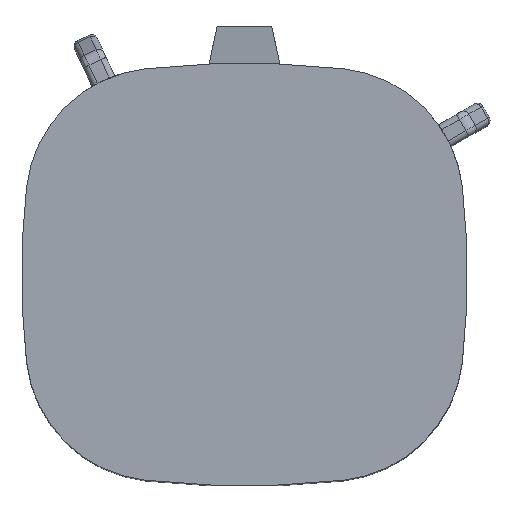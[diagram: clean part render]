
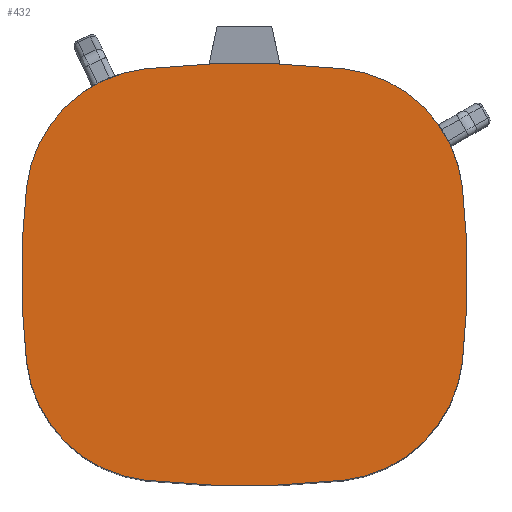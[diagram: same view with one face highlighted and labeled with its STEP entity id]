
A CAD part, top view. The second image highlights one B-rep face of the part: STEP entity #432.
In plain terms, the highlighted planar face has unit normal (0, 0, 1).
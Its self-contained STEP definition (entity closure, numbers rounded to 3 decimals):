
#134=CIRCLE('',#2674,38.18);
#170=CIRCLE('',#2739,31.675);
#184=CIRCLE('',#2767,5.668);
#186=CIRCLE('',#2770,38.18);
#190=CIRCLE('',#2777,31.675);
#191=CIRCLE('',#2785,5.668);
#194=CIRCLE('',#2790,5.668);
#268=CIRCLE('',#2981,5.668);
#432=ADVANCED_FACE('',(#641),#494,.T.);
#494=PLANE('',#2982);
#641=FACE_OUTER_BOUND('',#802,.T.);
#802=EDGE_LOOP('',(#1988,#1989,#1990,#1991,#1992,#1993,#1994,#1995));
#1988=ORIENTED_EDGE('',*,*,#2640,.F.);
#1989=ORIENTED_EDGE('',*,*,#2263,.T.);
#1990=ORIENTED_EDGE('',*,*,#2396,.T.);
#1991=ORIENTED_EDGE('',*,*,#2388,.T.);
#1992=ORIENTED_EDGE('',*,*,#2393,.T.);
#1993=ORIENTED_EDGE('',*,*,#2381,.T.);
#1994=ORIENTED_EDGE('',*,*,#2378,.F.);
#1995=ORIENTED_EDGE('',*,*,#2341,.F.);
#2016=VERTEX_POINT('',#3848);
#2017=VERTEX_POINT('',#3850);
#2071=VERTEX_POINT('',#4158);
#2072=VERTEX_POINT('',#4160);
#2090=VERTEX_POINT('',#4387);
#2092=VERTEX_POINT('',#4393);
#2096=VERTEX_POINT('',#4406);
#2097=VERTEX_POINT('',#4408);
#2263=EDGE_CURVE('',#2017,#2016,#134,.T.);
#2341=EDGE_CURVE('',#2071,#2072,#170,.T.);
#2378=EDGE_CURVE('',#2072,#2090,#184,.T.);
#2381=EDGE_CURVE('',#2092,#2090,#186,.T.);
#2388=EDGE_CURVE('',#2097,#2096,#190,.T.);
#2393=EDGE_CURVE('',#2096,#2092,#191,.T.);
#2396=EDGE_CURVE('',#2016,#2097,#194,.T.);
#2640=EDGE_CURVE('',#2017,#2071,#268,.T.);
#2674=AXIS2_PLACEMENT_3D('',#3849,#3000,#3001);
#2739=AXIS2_PLACEMENT_3D('',#4159,#3167,#3168);
#2767=AXIS2_PLACEMENT_3D('',#4386,#3242,#3243);
#2770=AXIS2_PLACEMENT_3D('',#4392,#3249,#3250);
#2777=AXIS2_PLACEMENT_3D('',#4407,#3266,#3267);
#2785=AXIS2_PLACEMENT_3D('',#4459,#3285,#3286);
#2790=AXIS2_PLACEMENT_3D('',#4464,#3295,#3296);
#2981=AXIS2_PLACEMENT_3D('',#4957,#3823,#3824);
#2982=AXIS2_PLACEMENT_3D('',#4958,#3825,#3826);
#3000=DIRECTION('',(0.,0.,1.));
#3001=DIRECTION('',(1.,0.,0.));
#3167=DIRECTION('',(0.,0.,-1.));
#3168=DIRECTION('',(-1.,0.,0.));
#3242=DIRECTION('',(0.,0.,-1.));
#3243=DIRECTION('',(-1.,0.,0.));
#3249=DIRECTION('',(0.,0.,1.));
#3250=DIRECTION('',(1.,0.,0.));
#3266=DIRECTION('',(0.,0.,1.));
#3267=DIRECTION('',(1.,0.,0.));
#3285=DIRECTION('',(0.,0.,1.));
#3286=DIRECTION('',(1.,0.,0.));
#3295=DIRECTION('',(0.,0.,1.));
#3296=DIRECTION('',(1.,0.,0.));
#3823=DIRECTION('',(0.,0.,-1.));
#3824=DIRECTION('',(-1.,0.,0.));
#3825=DIRECTION('',(0.,0.,1.));
#3826=DIRECTION('',(-1.,0.,0.));
#3848=CARTESIAN_POINT('',(-4.19,8.685,2.5));
#3849=CARTESIAN_POINT('',(0.,-29.264,2.5));
#3850=CARTESIAN_POINT('',(4.19,8.685,2.5));
#4158=CARTESIAN_POINT('',(9.197,3.716,2.5));
#4159=CARTESIAN_POINT('',(-22.26,0.,2.5));
#4160=CARTESIAN_POINT('',(9.197,-3.716,2.5));
#4386=CARTESIAN_POINT('',(3.568,-3.051,2.5));
#4387=CARTESIAN_POINT('',(4.19,-8.685,2.5));
#4392=CARTESIAN_POINT('',(0.,29.264,2.5));
#4393=CARTESIAN_POINT('',(-4.19,-8.685,2.5));
#4406=CARTESIAN_POINT('',(-9.197,-3.716,2.5));
#4407=CARTESIAN_POINT('',(22.26,0.,2.5));
#4408=CARTESIAN_POINT('',(-9.197,3.716,2.5));
#4459=CARTESIAN_POINT('',(-3.568,-3.051,2.5));
#4464=CARTESIAN_POINT('',(-3.568,3.051,2.5));
#4957=CARTESIAN_POINT('',(3.568,3.051,2.5));
#4958=CARTESIAN_POINT('',(1.504,1.227,2.5));
